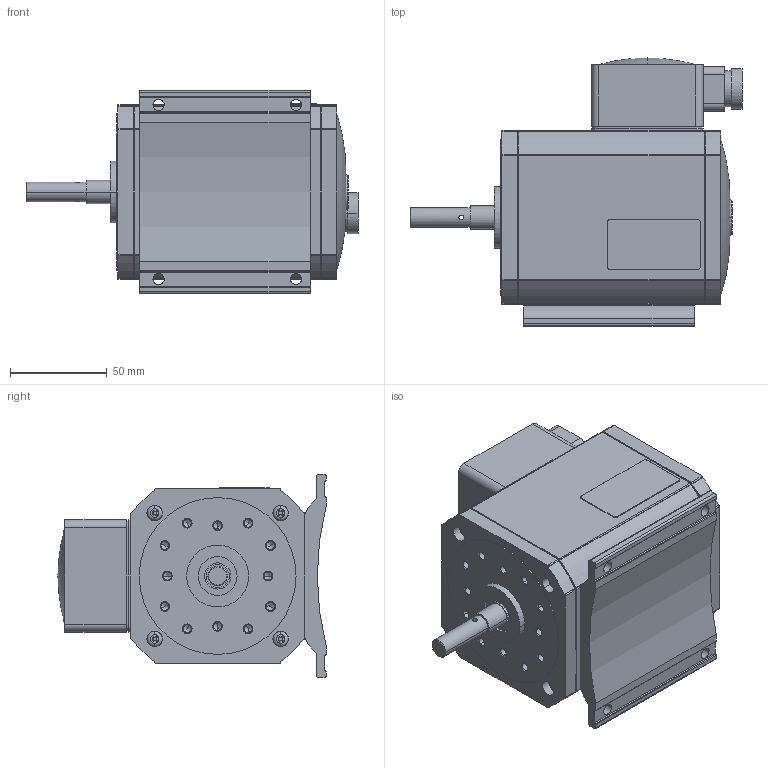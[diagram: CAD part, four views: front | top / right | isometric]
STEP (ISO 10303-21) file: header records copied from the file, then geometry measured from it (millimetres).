
FILE_DESCRIPTION( ( '' ), '1' );
FILE_NAME( 'igk_80_40__2266164_mit_fuss_ohne_bremse_4_polig_2_03.stp', '2010-03-29T15:08:19', ( '' ), ( '' ), ' ', ' ', ' ' );
FILE_SCHEMA( ( 'CONFIG_CONTROL_DESIGN' ) );
Length unit declared in the file: millimetre
Products named in the file (1): 1
Bounding box: 171.5 x 138.5 x 105 mm (x, y, z)
Volume: 1095091.4 mm3; surface area: 78570.9 mm2
Topology: 1 solids, 1 shells, 466 faces, 1227 edges, 793 vertices
Faces by surface type: cylinder 201, plane 189, cone 52, torus 24
Entity records: 14479 total; most frequent: DIRECTION 2645, CARTESIAN_POINT 2531, ORIENTED_EDGE 2402, EDGE_CURVE 1201, AXIS2_PLACEMENT_3D 983, VERTEX_POINT 793, LINE 679, VECTOR 679
